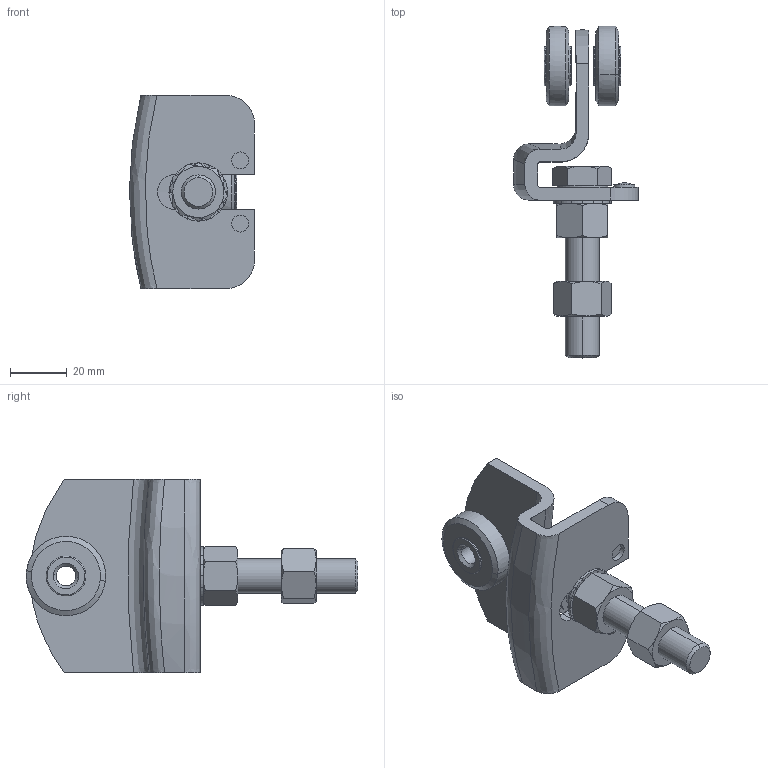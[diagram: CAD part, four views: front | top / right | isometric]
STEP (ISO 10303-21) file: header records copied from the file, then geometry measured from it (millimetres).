
FILE_DESCRIPTION (( 'STEP AP203' ), '1' );
FILE_NAME ('1.23.R90.STEP', '2019-05-28T05:42:42', ( '' ), ( '' ), 'SwSTEP 2.0', 'SolidWorks 2018', '' );
FILE_SCHEMA (( 'CONFIG_CONTROL_DESIGN' ));
Length unit declared in the file: millimetre
Products named in the file (1): 1.23.R90
Bounding box: 44 x 116.89 x 68 mm (x, y, z)
Volume: 53276.1 mm3; surface area: 26525.7 mm2
Topology: 7 solids, 7 shells, 259 faces, 642 edges, 378 vertices
Faces by surface type: plane 91, cone 64, cylinder 45, bspline 45, torus 14
Entity records: 9609 total; most frequent: CARTESIAN_POINT 3883, ORIENTED_EDGE 1220, DIRECTION 1082, EDGE_CURVE 610, AXIS2_PLACEMENT_3D 429, VERTEX_POINT 378, EDGE_LOOP 284, FACE_OUTER_BOUND 259
